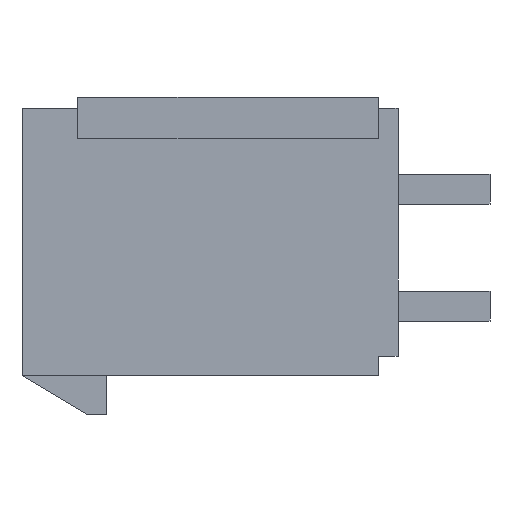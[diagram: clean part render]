
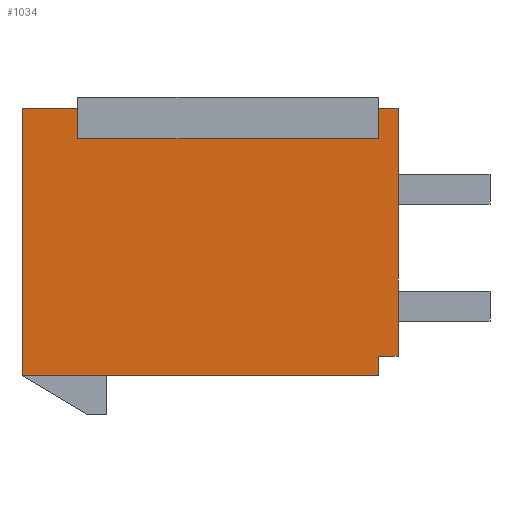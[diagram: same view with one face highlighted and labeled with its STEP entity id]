
A CAD part, left-side view. The second image highlights one B-rep face of the part: STEP entity #1034.
In plain terms, the highlighted planar face has unit normal (-1, 0, 0).
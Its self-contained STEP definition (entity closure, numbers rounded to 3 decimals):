
#3 = CARTESIAN_POINT ( 'NONE',  ( -2.7, 0.7, 4.8 ) ) ;
#54 = LINE ( 'NONE', #1114, #1351 ) ;
#61 = VERTEX_POINT ( 'NONE', #1063 ) ;
#100 = DIRECTION ( 'NONE',  ( 0., 0., -1. ) ) ;
#103 = ORIENTED_EDGE ( 'NONE', *, *, #951, .F. ) ;
#106 = DIRECTION ( 'NONE',  ( 0., 1., 0. ) ) ;
#112 = VECTOR ( 'NONE', #805, 1000. ) ;
#165 = CARTESIAN_POINT ( 'NONE',  ( -2.7, 13.5, -4.8 ) ) ;
#209 = CARTESIAN_POINT ( 'NONE',  ( -2.7, 0.7, -4.1 ) ) ;
#213 = VECTOR ( 'NONE', #1381, 1000. ) ;
#221 = CARTESIAN_POINT ( 'NONE',  ( -2.7, 0.7, -4.8 ) ) ;
#241 = VECTOR ( 'NONE', #106, 1000. ) ;
#262 = VERTEX_POINT ( 'NONE', #1632 ) ;
#282 = CARTESIAN_POINT ( 'NONE',  ( -2.7, 0., -4.1 ) ) ;
#314 = ORIENTED_EDGE ( 'NONE', *, *, #320, .T. ) ;
#318 = DIRECTION ( 'NONE',  ( 1., 0., 0. ) ) ;
#320 = EDGE_CURVE ( 'NONE', #935, #61, #1329, .T. ) ;
#328 = CARTESIAN_POINT ( 'NONE',  ( -2.7, 13.5, 4.8 ) ) ;
#354 = ORIENTED_EDGE ( 'NONE', *, *, #954, .F. ) ;
#360 = DIRECTION ( 'NONE',  ( 0., -1., 0. ) ) ;
#418 = ORIENTED_EDGE ( 'NONE', *, *, #746, .F. ) ;
#422 = VERTEX_POINT ( 'NONE', #209 ) ;
#433 = EDGE_CURVE ( 'NONE', #628, #685, #541, .T. ) ;
#466 = EDGE_CURVE ( 'NONE', #262, #422, #521, .T. ) ;
#479 = FACE_OUTER_BOUND ( 'NONE', #1269, .T. ) ;
#488 = DIRECTION ( 'NONE',  ( 0., 1., 0. ) ) ;
#521 = LINE ( 'NONE', #221, #112 ) ;
#529 = VERTEX_POINT ( 'NONE', #282 ) ;
#537 = LINE ( 'NONE', #1708, #1760 ) ;
#541 = LINE ( 'NONE', #1721, #1758 ) ;
#544 = CARTESIAN_POINT ( 'NONE',  ( -2.7, 0., 4.8 ) ) ;
#585 = EDGE_CURVE ( 'NONE', #262, #628, #711, .T. ) ;
#628 = VERTEX_POINT ( 'NONE', #165 ) ;
#671 = DIRECTION ( 'NONE',  ( 0., 0., 1. ) ) ;
#685 = VERTEX_POINT ( 'NONE', #328 ) ;
#692 = VECTOR ( 'NONE', #1189, 1000. ) ;
#711 = LINE ( 'NONE', #1460, #241 ) ;
#716 = ORIENTED_EDGE ( 'NONE', *, *, #433, .F. ) ;
#736 = CARTESIAN_POINT ( 'NONE',  ( -2.7, 0., -4.1 ) ) ;
#738 = ORIENTED_EDGE ( 'NONE', *, *, #585, .F. ) ;
#746 = EDGE_CURVE ( 'NONE', #1530, #863, #54, .T. ) ;
#765 = CARTESIAN_POINT ( 'NONE',  ( -2.7, 0.7, 4.8 ) ) ;
#769 = EDGE_CURVE ( 'NONE', #685, #1530, #537, .T. ) ;
#805 = DIRECTION ( 'NONE',  ( 0., 0., 1. ) ) ;
#812 = EDGE_CURVE ( 'NONE', #61, #863, #853, .T. ) ;
#842 = DIRECTION ( 'NONE',  ( 0., 1., 0. ) ) ;
#853 = LINE ( 'NONE', #1324, #692 ) ;
#859 = CARTESIAN_POINT ( 'NONE',  ( -2.7, 0.7, 4.8 ) ) ;
#863 = VERTEX_POINT ( 'NONE', #883 ) ;
#883 = CARTESIAN_POINT ( 'NONE',  ( -2.7, 11.5, 3.7 ) ) ;
#891 = EDGE_CURVE ( 'NONE', #529, #422, #1485, .T. ) ;
#931 = ORIENTED_EDGE ( 'NONE', *, *, #891, .F. ) ;
#935 = VERTEX_POINT ( 'NONE', #3 ) ;
#945 = ORIENTED_EDGE ( 'NONE', *, *, #769, .F. ) ;
#951 = EDGE_CURVE ( 'NONE', #1224, #529, #1808, .T. ) ;
#954 = EDGE_CURVE ( 'NONE', #935, #1224, #1533, .T. ) ;
#985 = DIRECTION ( 'NONE',  ( 0., 0., -1. ) ) ;
#1034 = ADVANCED_FACE ( 'NONE', ( #479 ), #1525, .F. ) ;
#1063 = CARTESIAN_POINT ( 'NONE',  ( -2.7, 0.7, 3.7 ) ) ;
#1064 = DIRECTION ( 'NONE',  ( 0., 0., -1. ) ) ;
#1073 = VECTOR ( 'NONE', #1064, 1000. ) ;
#1114 = CARTESIAN_POINT ( 'NONE',  ( -2.7, 11.5, 4.8 ) ) ;
#1189 = DIRECTION ( 'NONE',  ( 0., 1., 0. ) ) ;
#1224 = VERTEX_POINT ( 'NONE', #544 ) ;
#1269 = EDGE_LOOP ( 'NONE', ( #1614, #418, #945, #716, #738, #1870, #931, #103, #354, #314 ) ) ;
#1324 = CARTESIAN_POINT ( 'NONE',  ( -2.7, 0.7, 3.7 ) ) ;
#1329 = LINE ( 'NONE', #859, #1350 ) ;
#1342 = CARTESIAN_POINT ( 'NONE',  ( -2.7, 0., 0. ) ) ;
#1350 = VECTOR ( 'NONE', #100, 1000. ) ;
#1351 = VECTOR ( 'NONE', #985, 1000. ) ;
#1381 = DIRECTION ( 'NONE',  ( 0., -1., 0. ) ) ;
#1446 = VECTOR ( 'NONE', #842, 1000. ) ;
#1460 = CARTESIAN_POINT ( 'NONE',  ( -2.7, 0.7, -4.8 ) ) ;
#1485 = LINE ( 'NONE', #736, #1446 ) ;
#1525 = PLANE ( 'NONE',  #1670 ) ;
#1530 = VERTEX_POINT ( 'NONE', #1962 ) ;
#1533 = LINE ( 'NONE', #765, #213 ) ;
#1614 = ORIENTED_EDGE ( 'NONE', *, *, #812, .T. ) ;
#1632 = CARTESIAN_POINT ( 'NONE',  ( -2.7, 0.7, -4.8 ) ) ;
#1670 = AXIS2_PLACEMENT_3D ( 'NONE', #1342, #318, #488 ) ;
#1678 = CARTESIAN_POINT ( 'NONE',  ( -2.7, 0., 4.8 ) ) ;
#1708 = CARTESIAN_POINT ( 'NONE',  ( -2.7, 13.5, 4.8 ) ) ;
#1721 = CARTESIAN_POINT ( 'NONE',  ( -2.7, 13.5, -4.8 ) ) ;
#1758 = VECTOR ( 'NONE', #671, 1000. ) ;
#1760 = VECTOR ( 'NONE', #360, 1000. ) ;
#1808 = LINE ( 'NONE', #1678, #1073 ) ;
#1870 = ORIENTED_EDGE ( 'NONE', *, *, #466, .T. ) ;
#1962 = CARTESIAN_POINT ( 'NONE',  ( -2.7, 11.5, 4.8 ) ) ;
